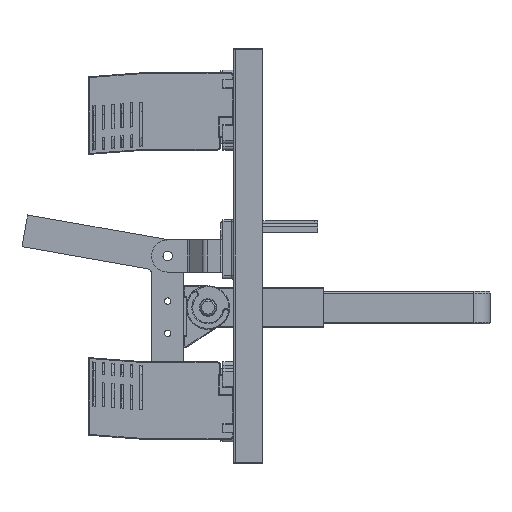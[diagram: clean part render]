
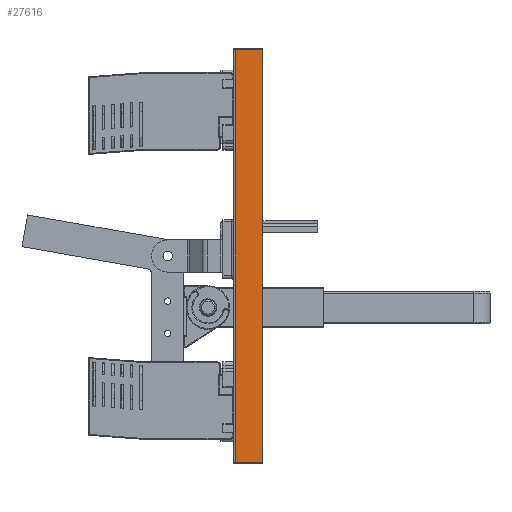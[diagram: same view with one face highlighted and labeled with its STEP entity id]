
A CAD part, left-side view. The second image highlights one B-rep face of the part: STEP entity #27616.
In plain terms, the highlighted planar face has unit normal (-1, 0, 0).
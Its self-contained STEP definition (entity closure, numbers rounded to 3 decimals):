
#2128=DIRECTION('',(0.,0.,-1.));
#2129=VECTOR('',#2128,256.);
#2130=CARTESIAN_POINT('',(-90.,0.,168.));
#2131=LINE('',#2130,#2129);
#2136=DIRECTION('',(0.,0.,-1.));
#2137=VECTOR('',#2136,256.);
#2138=CARTESIAN_POINT('',(-90.,17.,168.));
#2139=LINE('',#2138,#2137);
#2155=DIRECTION('',(0.,-1.,0.));
#2156=VECTOR('',#2155,17.);
#2157=CARTESIAN_POINT('',(-90.,17.,168.));
#2158=LINE('',#2157,#2156);
#2503=DIRECTION('',(0.,-1.,0.));
#2504=VECTOR('',#2503,17.);
#2505=CARTESIAN_POINT('',(-90.,17.,-88.));
#2506=LINE('',#2505,#2504);
#21220=CARTESIAN_POINT('',(-90.,0.,-88.));
#21221=VERTEX_POINT('',#21220);
#21234=CARTESIAN_POINT('',(-90.,17.,-88.));
#21235=VERTEX_POINT('',#21234);
#22894=CARTESIAN_POINT('',(-90.,0.,168.));
#22895=VERTEX_POINT('',#22894);
#22908=CARTESIAN_POINT('',(-90.,17.,168.));
#22909=VERTEX_POINT('',#22908);
#27602=CARTESIAN_POINT('',(-90.,0.,-89.));
#27603=DIRECTION('',(-1.,0.,0.));
#27604=DIRECTION('',(0.,0.,1.));
#27605=AXIS2_PLACEMENT_3D('',#27602,#27603,#27604);
#27606=PLANE('',#27605);
#27608=ORIENTED_EDGE('',*,*,#27607,.F.);
#27610=ORIENTED_EDGE('',*,*,#27609,.T.);
#27611=ORIENTED_EDGE('',*,*,#27010,.T.);
#27613=ORIENTED_EDGE('',*,*,#27612,.F.);
#27614=EDGE_LOOP('',(#27608,#27610,#27611,#27613));
#27615=FACE_OUTER_BOUND('',#27614,.F.);
#27010=EDGE_CURVE('',#22895,#21221,#2131,.T.);
#27607=EDGE_CURVE('',#22909,#21235,#2139,.T.);
#27609=EDGE_CURVE('',#22909,#22895,#2158,.T.);
#27612=EDGE_CURVE('',#21235,#21221,#2506,.T.);
#27616=ADVANCED_FACE('',(#27615),#27606,.T.);
